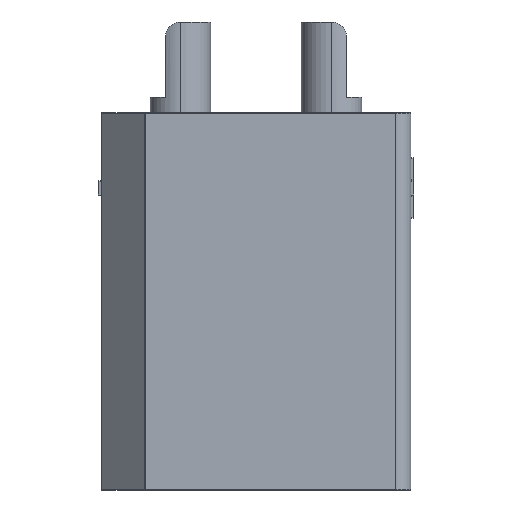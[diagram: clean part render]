
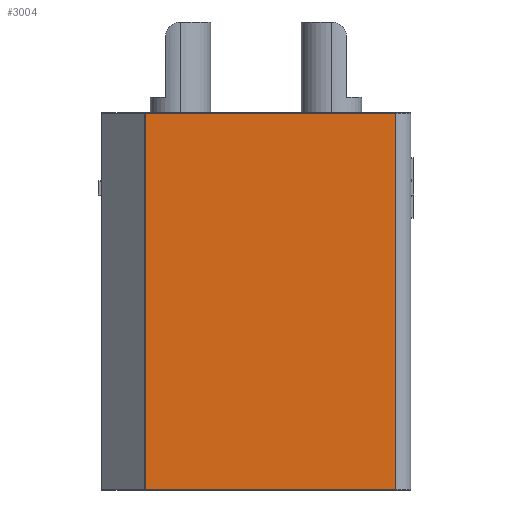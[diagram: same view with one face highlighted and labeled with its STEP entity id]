
A CAD part, left-side view. The second image highlights one B-rep face of the part: STEP entity #3004.
In plain terms, the highlighted planar face has unit normal (-1, 0, 0).
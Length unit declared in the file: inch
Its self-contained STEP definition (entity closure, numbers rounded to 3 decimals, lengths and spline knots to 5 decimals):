
#55 = VECTOR ( 'NONE', #903, 39.37008 ) ;
#72 = ORIENTED_EDGE ( 'NONE', *, *, #3967, .T. ) ;
#426 = DIRECTION ( 'NONE',  ( 0., 0., 1. ) ) ;
#458 = CARTESIAN_POINT ( 'NONE',  ( 0., 0.01969, 0. ) ) ;
#830 = ORIENTED_EDGE ( 'NONE', *, *, #1520, .T. ) ;
#903 = DIRECTION ( 'NONE',  ( 0., -1., 0. ) ) ;
#992 = VERTEX_POINT ( 'NONE', #5159 ) ;
#1082 = AXIS2_PLACEMENT_3D ( 'NONE', #3750, #1470, #426 ) ;
#1444 = DIRECTION ( 'NONE',  ( 0., 0., 1. ) ) ;
#1470 = DIRECTION ( 'NONE',  ( -1., 0., 0. ) ) ;
#1508 = CARTESIAN_POINT ( 'NONE',  ( 0., 0.01969, 0.49134 ) ) ;
#1520 = EDGE_CURVE ( 'NONE', #5723, #3538, #5042, .T. ) ;
#1923 = PLANE ( 'NONE',  #1082 ) ;
#2028 = VECTOR ( 'NONE', #1444, 39.37008 ) ;
#2033 = DIRECTION ( 'NONE',  ( 0., 0., -1. ) ) ;
#2170 = CARTESIAN_POINT ( 'NONE',  ( 0., 0.01969, 0.00079 ) ) ;
#2243 = CARTESIAN_POINT ( 'NONE',  ( 0., 0., 0.00079 ) ) ;
#2393 = CARTESIAN_POINT ( 'NONE',  ( 0., 0., 0.49134 ) ) ;
#2673 = VECTOR ( 'NONE', #5547, 39.37008 ) ;
#2809 = VERTEX_POINT ( 'NONE', #2170 ) ;
#2904 = EDGE_CURVE ( 'NONE', #2809, #5723, #5073, .T. ) ;
#3004 = ADVANCED_FACE ( 'NONE', ( #3275 ), #1923, .T. ) ;
#3122 = EDGE_CURVE ( 'NONE', #3538, #992, #3386, .T. ) ;
#3275 = FACE_OUTER_BOUND ( 'NONE', #4872, .T. ) ;
#3283 = VECTOR ( 'NONE', #2033, 39.37008 ) ;
#3386 = LINE ( 'NONE', #3804, #3283 ) ;
#3538 = VERTEX_POINT ( 'NONE', #5772 ) ;
#3750 = CARTESIAN_POINT ( 'NONE',  ( 0., 0., 0. ) ) ;
#3804 = CARTESIAN_POINT ( 'NONE',  ( 0., 0.34613, 0. ) ) ;
#3967 = EDGE_CURVE ( 'NONE', #992, #2809, #5391, .T. ) ;
#4214 = ORIENTED_EDGE ( 'NONE', *, *, #2904, .T. ) ;
#4872 = EDGE_LOOP ( 'NONE', ( #830, #5549, #72, #4214 ) ) ;
#5042 = LINE ( 'NONE', #2393, #2673 ) ;
#5073 = LINE ( 'NONE', #458, #2028 ) ;
#5159 = CARTESIAN_POINT ( 'NONE',  ( 0., 0.34613, 0.00079 ) ) ;
#5391 = LINE ( 'NONE', #2243, #55 ) ;
#5547 = DIRECTION ( 'NONE',  ( 0., 1., 0. ) ) ;
#5549 = ORIENTED_EDGE ( 'NONE', *, *, #3122, .T. ) ;
#5723 = VERTEX_POINT ( 'NONE', #1508 ) ;
#5772 = CARTESIAN_POINT ( 'NONE',  ( 0., 0.34613, 0.49134 ) ) ;
